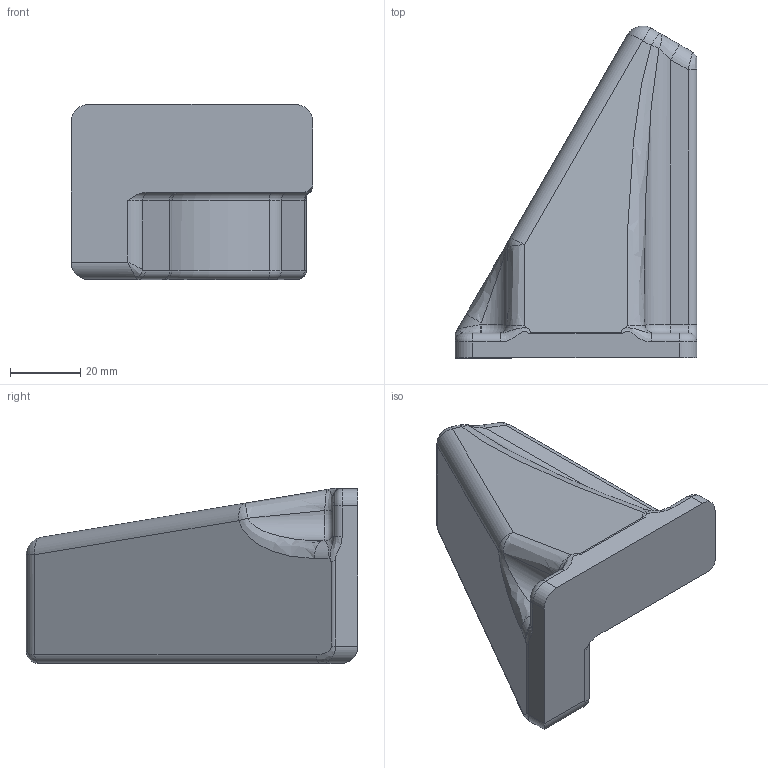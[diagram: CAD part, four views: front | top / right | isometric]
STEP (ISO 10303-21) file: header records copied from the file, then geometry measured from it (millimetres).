
FILE_DESCRIPTION (( 'STEP AP214' ), '1' );
FILE_NAME ('apoio_freio_disco_traseiro_v2.STEP', '2024-06-13T21:24:12', ( '' ), ( '' ), 'SwSTEP 2.0', 'SolidWorks 2020', '' );
FILE_SCHEMA (( 'AUTOMOTIVE_DESIGN' ));
Length unit declared in the file: millimetre
Products named in the file (1): apoio_freio_disco_traseiro_v2
Bounding box: 69.05 x 94.77 x 50 mm (x, y, z)
Volume: 109011.9 mm3; surface area: 19340.3 mm2
Topology: 1 solids, 1 shells, 92 faces, 218 edges, 123 vertices
Faces by surface type: cylinder 35, bspline 24, torus 15, plane 15, sphere 3
Entity records: 3564 total; most frequent: CARTESIAN_POINT 1644, ORIENTED_EDGE 424, DIRECTION 377, EDGE_CURVE 212, AXIS2_PLACEMENT_3D 155, VERTEX_POINT 122, ADVANCED_FACE 92, EDGE_LOOP 92
